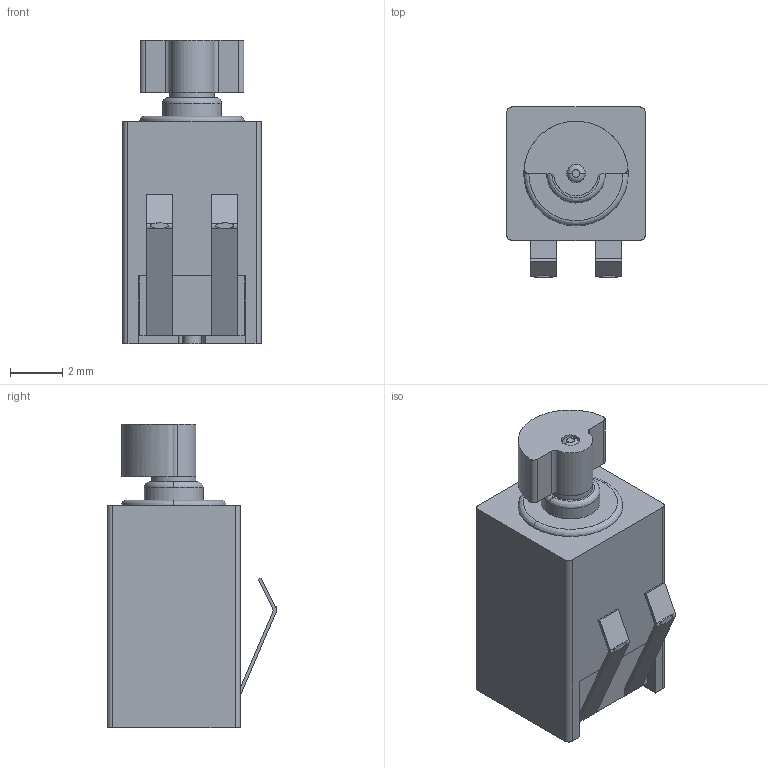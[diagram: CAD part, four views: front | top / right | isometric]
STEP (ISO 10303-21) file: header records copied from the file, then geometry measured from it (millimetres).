
FILE_DESCRIPTION(/* description */ (''),/* implementation_level */ '2;1');
FILE_NAME(/* name */ 'HD-EMB1205-3-SC-R.ipt.step',/* time_stamp */ '2024-02-07T22:36:34-05:00',/* author */ (''),/* organization */ (''),/* preprocessor_version */ 'ST-DEVELOPER v20',/* originating_system */ 'Autodesk Inventor 2024',/* authorisation */ '');
FILE_SCHEMA (('AUTOMOTIVE_DESIGN { 1 0 10303 214 3 1 1 }'));
Length unit declared in the file: millimetre
Products named in the file (1): HD-EMB1205-3-SC-R
Bounding box: 5.3 x 6.5 x 11.6 mm (x, y, z)
Volume: 343.6 mm3; surface area: 485 mm2
Topology: 5 solids, 5 shells, 77 faces, 190 edges, 124 vertices
Faces by surface type: plane 46, cylinder 20, bspline 11
Full cylindrical faces by diameter (mm): 0.7 x2, 1.7 x1, 2.25 x1, 4 x1
Entity records: 2711 total; most frequent: CARTESIAN_POINT 781, ORIENTED_EDGE 380, DIRECTION 365, EDGE_CURVE 190, VERTEX_POINT 124, AXIS2_PLACEMENT_3D 124, LINE 117, VECTOR 117
